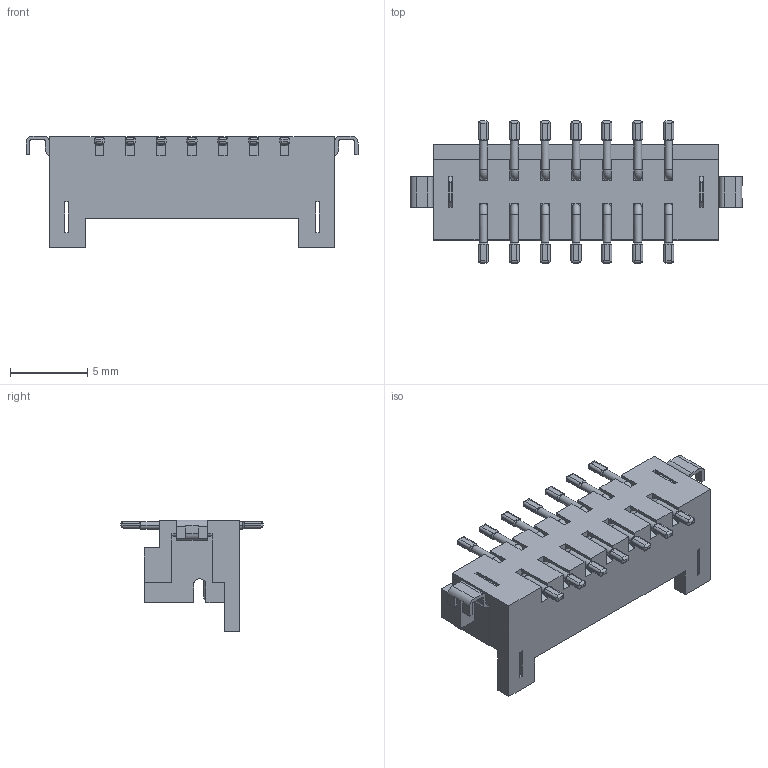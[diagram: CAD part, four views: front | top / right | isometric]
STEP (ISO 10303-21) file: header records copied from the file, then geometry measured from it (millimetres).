
FILE_DESCRIPTION(('OneSpaceDesigner STEP Export'),'2;1');
FILE_NAME('DF11C-14DP-2V.stp','2007-03-22T11:38:04',(''),(''),'OneSpace Designer STEP processor (Jan. 2003) for AP214(CD)(Solid Model)','OneSpace Designer 12.00 10-Sep-2003 (C) CoCreate Software GmbH','');
FILE_SCHEMA(('AUTOMOTIVE_DESIGN_CC2 {1 2 10303 214 -1 1 5 1}'));
Length unit declared in the file: millimetre
Products named in the file (2): DF11C-14DP-2VÈª
Assembly tree (1 placements, depth 2):
  DF11C-14DP-2VÈª
    DF11C-14DP-2VÈª
Bounding box: 21.5 x 9.2 x 7.25 mm (x, y, z)
Volume: 370.2 mm3; surface area: 877.5 mm2
Topology: 1 solids, 1 shells, 697 faces, 1959 edges, 1271 vertices
Faces by surface type: plane 278, cylinder 221, bspline 142, torus 56
Entity records: 24857 total; most frequent: CARTESIAN_POINT 9537, ORIENTED_EDGE 3918, DIRECTION 2522, EDGE_CURVE 1959, VERTEX_POINT 1271, VECTOR 852, LINE 852, AXIS2_PLACEMENT_3D 835
